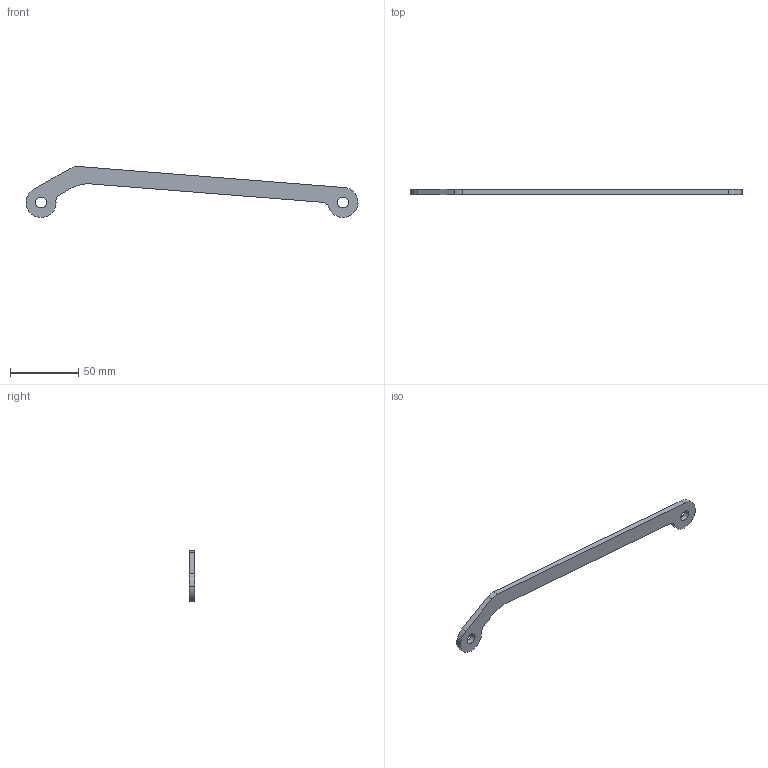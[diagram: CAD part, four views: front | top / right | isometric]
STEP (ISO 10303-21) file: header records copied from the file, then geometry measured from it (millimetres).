
FILE_DESCRIPTION (( 'STEP AP203' ), '1' );
FILE_NAME ('thanh_can_bang_2.step_Default_sldprt.STEP', '2024-10-18T05:41:48', ( '' ), ( '' ), 'SwSTEP 2.0', 'SolidWorks 2023', '' );
FILE_SCHEMA (( 'CONFIG_CONTROL_DESIGN' ));
Length unit declared in the file: millimetre
Products named in the file (1): thanh_can_bang_2.step_Default_sldprt
Bounding box: 243.38 x 4 x 37.42 mm (x, y, z)
Volume: 12914.7 mm3; surface area: 8795.6 mm2
Topology: 1 solids, 1 shells, 19 faces, 51 edges, 34 vertices
Faces by surface type: cylinder 13, plane 6
Entity records: 696 total; most frequent: DIRECTION 117, CARTESIAN_POINT 105, ORIENTED_EDGE 102, EDGE_CURVE 51, AXIS2_PLACEMENT_3D 46, VERTEX_POINT 34, CIRCLE 26, LINE 25
